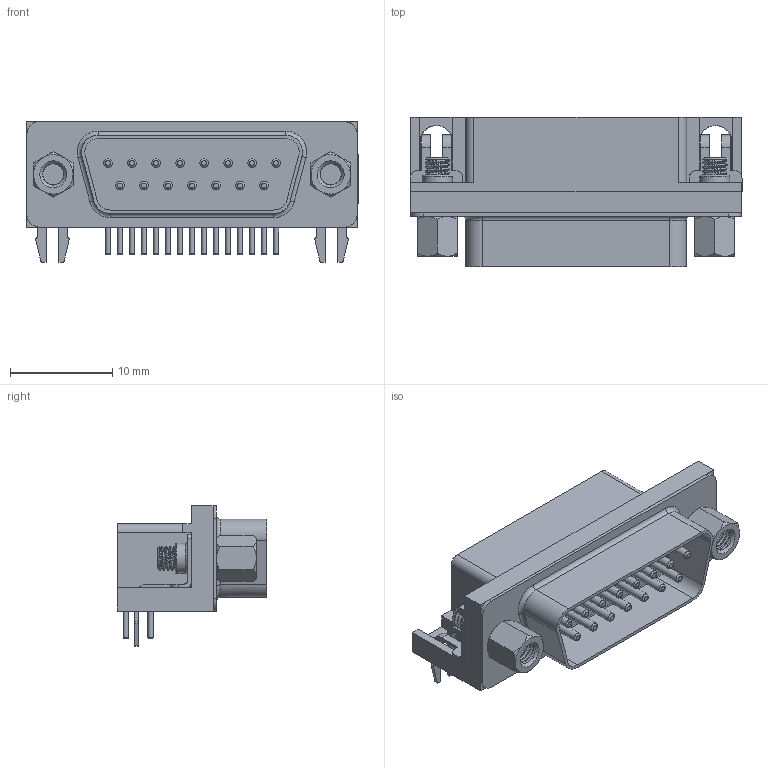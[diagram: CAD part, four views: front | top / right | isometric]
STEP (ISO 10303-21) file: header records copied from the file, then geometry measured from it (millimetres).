
FILE_DESCRIPTION(('FreeCAD Model'),'2;1');
FILE_NAME('Open CASCADE Shape Model','2025-04-30T10:32:31',('FreeCAD'),( 'FreeCAD'),'Open CASCADE STEP processor 7.6','FreeCAD','Unknown');
FILE_SCHEMA(('AUTOMOTIVE_DESIGN { 1 0 10303 214 1 1 1 1 }'));
Length unit declared in the file: millimetre
Products named in the file (1): Open CASCADE STEP translator 7.6 1
Bounding box: 32.51 x 14.65 x 13.79 mm (x, y, z)
Volume: 2293.3 mm3; surface area: 3818.5 mm2
Topology: 21 solids, 21 shells, 495 faces, 1277 edges, 842 vertices
Faces by surface type: bspline 495
Entity records: 23829 total; most frequent: CARTESIAN_POINT 16571, ORIENTED_EDGE 2554, EDGE_CURVE 1277, VERTEX_POINT 842, B_SPLINE_CURVE_WITH_KNOTS 731, FACE_BOUND 561, EDGE_LOOP 561, ADVANCED_FACE 495
